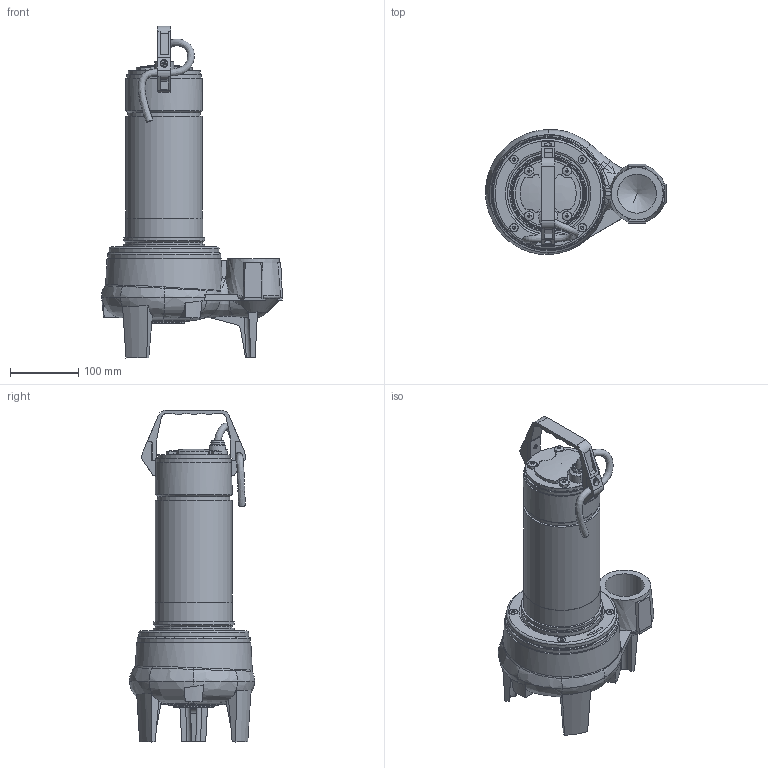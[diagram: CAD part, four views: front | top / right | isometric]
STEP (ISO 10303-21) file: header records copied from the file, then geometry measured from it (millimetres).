
FILE_DESCRIPTION(('STEP AP203'),'2;1');
FILE_NAME('4_93_501_03_REV00.stp','2014-10-31T09:14:41',(''),(''),'2014.1.117','THINKDESIGN','');
FILE_SCHEMA(('CONFIG_CONTROL_DESIGN'));
Length unit declared in the file: millimetre
Products named in the file (13): 3_65_417_semplificato; 3_65_405_semplificato; 3_92_153_L265_semplificato; M6x35_UNI_5933; 3_92_128_semplificato_foro1; 4_92_125_semplificato; 4_92_127-L22_semplificato; 3_92_151_semplificato; 3_92_152-11_5_semplificato; 3_92_152-CIECO_semplificato; Vite_TCB_M5x201; 1_65_104_semplificato; top
Assembly tree (19 placements, depth 2):
  top
    3_65_417_semplificato
    3_65_405_semplificato
    3_92_153_L265_semplificato
    M6x35_UNI_5933  x4
    3_92_128_semplificato_foro1
    4_92_125_semplificato  x4
    4_92_127-L22_semplificato
    3_92_151_semplificato
    3_92_152-11_5_semplificato
    3_92_152-CIECO_semplificato
    Vite_TCB_M5x201  x2
    1_65_104_semplificato
Bounding box: 264.5 x 183 x 485.2 mm (x, y, z)
Volume: 5476903.7 mm3; surface area: 427351.5 mm2
Topology: 20 solids, 20 shells, 792 faces, 2198 edges, 1493 vertices
Faces by surface type: plane 456, bspline 185, cylinder 151
Full cylindrical faces by diameter (mm): 4.2 x2, 5 x4, 5.5 x2, 6 x20, 6.6 x2, 10 x2, 10.5 x1, 11 x3, 12 x4, 20 x1, 20.3 x1, 22 x1, 27.9 x1, 50 x1, 57 x1, 81 x1, 95.5 x1, 102 x1, 105 x1, 106 x1, 112 x2, 112.5 x1, 113 x1, 118.7 x2, 119 x1, 125 x1, 158 x1, 161 x1, 161.991 x1, 162 x1
Entity records: 31700 total; most frequent: CARTESIAN_POINT 14028, ORIENTED_EDGE 3412, DIRECTION 3123, EDGE_CURVE 1706, VERTEX_POINT 1151, AXIS2_PLACEMENT_3D 1132, VECTOR 859, LINE 859
